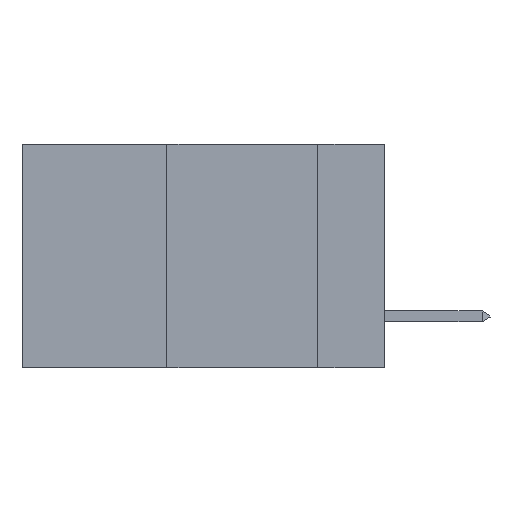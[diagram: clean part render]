
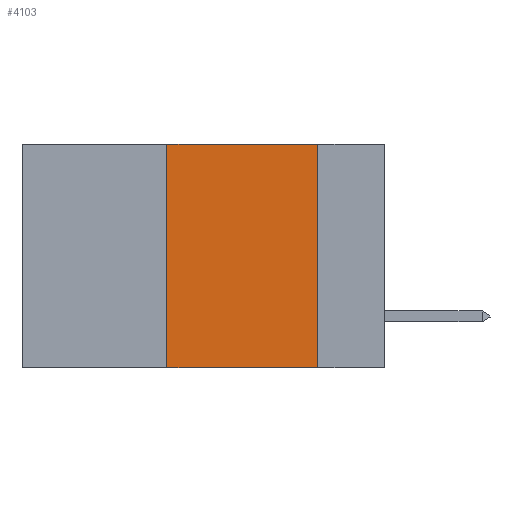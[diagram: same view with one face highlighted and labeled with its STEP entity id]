
A CAD part, left-side view. The second image highlights one B-rep face of the part: STEP entity #4103.
In plain terms, the highlighted planar face has unit normal (-1, 0, 0).
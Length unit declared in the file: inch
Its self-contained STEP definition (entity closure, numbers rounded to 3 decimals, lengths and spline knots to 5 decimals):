
#167 = LINE ( 'NONE', #2058, #1376 ) ;
#883 = VERTEX_POINT ( 'NONE', #5888 ) ;
#1376 = VECTOR ( 'NONE', #1977, 39.37008 ) ;
#1481 = EDGE_CURVE ( 'NONE', #883, #5976, #10577, .T. ) ;
#1531 = DIRECTION ( 'NONE',  ( 0., -1., 0. ) ) ;
#1977 = DIRECTION ( 'NONE',  ( 0., 0., -1. ) ) ;
#2047 = DIRECTION ( 'NONE',  ( 0., 0., 1. ) ) ;
#2058 = CARTESIAN_POINT ( 'NONE',  ( 0., 0.11, 0. ) ) ;
#2451 = VECTOR ( 'NONE', #2047, 39.37008 ) ;
#2796 = DIRECTION ( 'NONE',  ( 0., -1., 0. ) ) ;
#3417 = PLANE ( 'NONE',  #3945 ) ;
#3430 = CARTESIAN_POINT ( 'NONE',  ( 0., 0.6, -0.37 ) ) ;
#3945 = AXIS2_PLACEMENT_3D ( 'NONE', #4590, #7380, #9435 ) ;
#3956 = CARTESIAN_POINT ( 'NONE',  ( 0., 0.36, 0. ) ) ;
#4103 = ADVANCED_FACE ( 'NONE', ( #11271 ), #3417, .F. ) ;
#4131 = VERTEX_POINT ( 'NONE', #7339 ) ;
#4590 = CARTESIAN_POINT ( 'NONE',  ( 0., 0.6, 0. ) ) ;
#5684 = CARTESIAN_POINT ( 'NONE',  ( 0., 0.6, 0. ) ) ;
#5852 = ORIENTED_EDGE ( 'NONE', *, *, #9319, .F. ) ;
#5888 = CARTESIAN_POINT ( 'NONE',  ( 0., 0.36, 0. ) ) ;
#5976 = VERTEX_POINT ( 'NONE', #6889 ) ;
#6620 = VERTEX_POINT ( 'NONE', #11745 ) ;
#6889 = CARTESIAN_POINT ( 'NONE',  ( 0., 0.11, 0. ) ) ;
#7104 = ORIENTED_EDGE ( 'NONE', *, *, #1481, .F. ) ;
#7248 = LINE ( 'NONE', #3430, #9596 ) ;
#7339 = CARTESIAN_POINT ( 'NONE',  ( 0., 0.36, -0.37 ) ) ;
#7380 = DIRECTION ( 'NONE',  ( 1., 0., 0. ) ) ;
#7630 = EDGE_CURVE ( 'NONE', #4131, #6620, #7248, .T. ) ;
#7663 = LINE ( 'NONE', #3956, #2451 ) ;
#9319 = EDGE_CURVE ( 'NONE', #4131, #883, #7663, .T. ) ;
#9435 = DIRECTION ( 'NONE',  ( 0., 0., -1. ) ) ;
#9505 = VECTOR ( 'NONE', #2796, 39.37008 ) ;
#9596 = VECTOR ( 'NONE', #1531, 39.37008 ) ;
#9738 = ORIENTED_EDGE ( 'NONE', *, *, #11136, .F. ) ;
#10577 = LINE ( 'NONE', #5684, #9505 ) ;
#10992 = ORIENTED_EDGE ( 'NONE', *, *, #7630, .T. ) ;
#11136 = EDGE_CURVE ( 'NONE', #5976, #6620, #167, .T. ) ;
#11271 = FACE_OUTER_BOUND ( 'NONE', #12348, .T. ) ;
#11745 = CARTESIAN_POINT ( 'NONE',  ( 0., 0.11, -0.37 ) ) ;
#12348 = EDGE_LOOP ( 'NONE', ( #9738, #7104, #5852, #10992 ) ) ;
